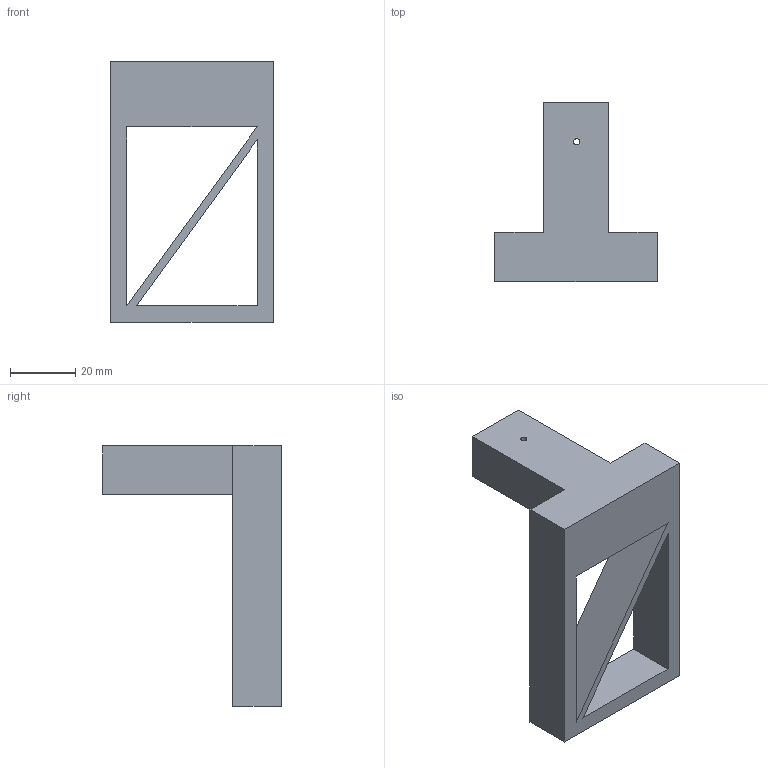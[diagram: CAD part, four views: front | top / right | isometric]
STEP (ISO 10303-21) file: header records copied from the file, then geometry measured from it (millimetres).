
FILE_DESCRIPTION(/* description */ (''),/* implementation_level */ '2;1');
FILE_NAME(/* name */ 'flashlightstand v1.step',/* time_stamp */ '2021-01-26T13:15:39-08:00',/* author */ (''),/* organization */ (''),/* preprocessor_version */ 'ST-DEVELOPER v18.1',/* originating_system */ 'Autodesk Translation Framework v9.7.1.1290',/* authorisation */ '');
FILE_SCHEMA (('AUTOMOTIVE_DESIGN { 1 0 10303 214 3 1 1 }'));
Length unit declared in the file: millimetre
Products named in the file (1): flashlightstand
Bounding box: 50 x 55 x 80 mm (x, y, z)
Volume: 39175 mm3; surface area: 15933 mm2
Topology: 1 solids, 1 shells, 19 faces, 48 edges, 32 vertices
Faces by surface type: plane 17, cylinder 2
Full cylindrical faces by diameter (mm): 1.909 x1, 14.3 x1
Entity records: 611 total; most frequent: CARTESIAN_POINT 100, ORIENTED_EDGE 96, DIRECTION 92, EDGE_CURVE 48, LINE 44, VECTOR 44, VERTEX_POINT 32, EDGE_LOOP 26
